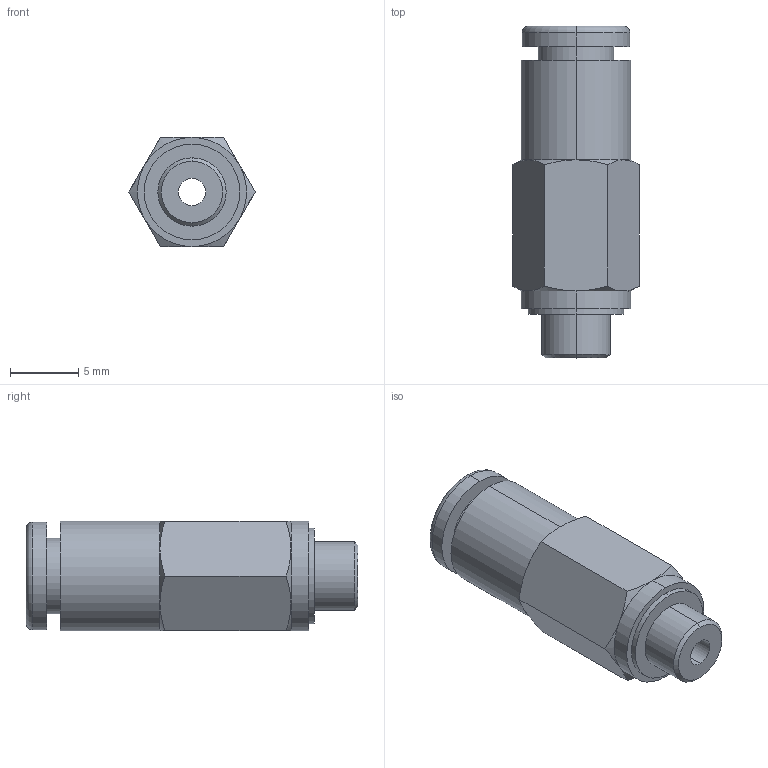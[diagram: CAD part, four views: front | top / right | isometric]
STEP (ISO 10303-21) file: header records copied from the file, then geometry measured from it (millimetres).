
FILE_DESCRIPTION (( 'STEP AP214' ), '1' );
FILE_NAME ('AKH04B-M5.step.step', '2022-04-13T08:05:55', ( '' ), ( '' ), 'SwSTEP 2.0', 'SolidWorks 2021', '' );
FILE_SCHEMA (( 'AUTOMOTIVE_DESIGN' ));
Length unit declared in the file: millimetre
Products named in the file (2): AKH04B-M5.step_AKH_04-M5; AKH04B-M5.step
Assembly tree (1 placements, depth 2):
  AKH04B-M5.step
    AKH04B-M5.step_AKH_04-M5
Bounding box: 9.24 x 24.3 x 8 mm (x, y, z)
Volume: 940.2 mm3; surface area: 967.7 mm2
Topology: 1 solids, 1 shells, 47 faces, 98 edges, 58 vertices
Faces by surface type: cylinder 16, cone 14, plane 13, torus 4
Entity records: 1372 total; most frequent: CARTESIAN_POINT 311, DIRECTION 226, ORIENTED_EDGE 196, AXIS2_PLACEMENT_3D 101, EDGE_CURVE 98, VERTEX_POINT 58, EDGE_LOOP 54, CIRCLE 50
